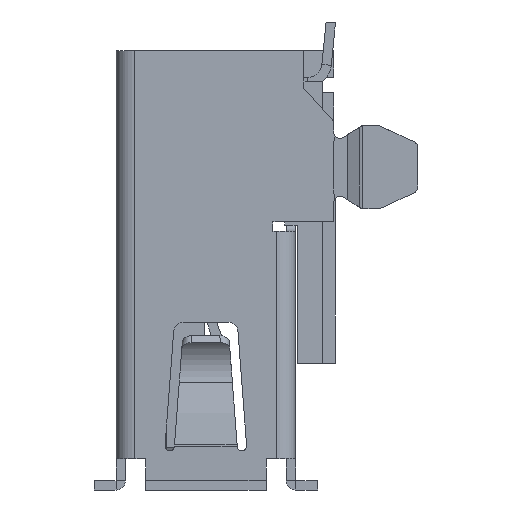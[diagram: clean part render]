
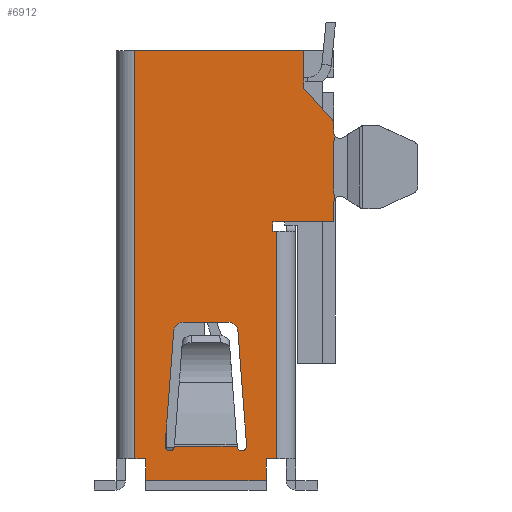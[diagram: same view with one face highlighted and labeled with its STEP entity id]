
A CAD part, left-side view. The second image highlights one B-rep face of the part: STEP entity #6912.
In plain terms, the highlighted planar face has unit normal (-1, 0, 0).
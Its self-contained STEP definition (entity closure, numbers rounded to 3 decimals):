
#35=DIRECTION('',(0.,1.,0.));
#36=VECTOR('',#35,5.388);
#37=CARTESIAN_POINT('',(-6.55,-5.688,0.));
#38=LINE('4787',#37,#36);
#327=DIRECTION('',(0.,0.,-1.));
#328=VECTOR('',#327,1.196);
#329=CARTESIAN_POINT('',(-6.55,-5.688,0.));
#330=LINE('4784',#329,#328);
#331=DIRECTION('',(0.,-0.67,-0.743));
#332=VECTOR('',#331,1.419);
#333=CARTESIAN_POINT('',(-6.55,-5.688,-1.196));
#334=LINE('4785',#333,#332);
#335=DIRECTION('',(0.,0.,-1.));
#336=VECTOR('',#335,0.349);
#337=CARTESIAN_POINT('',(-6.55,-6.638,-2.25));
#338=LINE('4789',#337,#336);
#339=DIRECTION('',(0.,-0.072,0.997));
#340=VECTOR('',#339,0.279);
#341=CARTESIAN_POINT('',(-6.55,-6.638,-2.965));
#342=LINE('4644',#341,#340);
#343=CARTESIAN_POINT('',(-6.55,-6.838,-4.841));
#344=DIRECTION('',(1.,0.,0.));
#345=DIRECTION('',(0.,1.,0.));
#346=AXIS2_PLACEMENT_3D('',#343,#344,#345);
#348=DIRECTION('',(0.,0.,-1.));
#349=VECTOR('',#348,0.619);
#350=CARTESIAN_POINT('',(-6.55,-6.638,-4.841));
#351=LINE('4631',#350,#349);
#352=DIRECTION('',(0.,-1.,0.));
#353=VECTOR('',#352,1.938);
#354=CARTESIAN_POINT('',(-6.55,-4.7,-5.46));
#355=LINE('4584',#354,#353);
#356=DIRECTION('',(0.,0.,-1.));
#357=VECTOR('',#356,0.3);
#358=CARTESIAN_POINT('',(-6.55,-4.7,-5.46));
#359=LINE('4579',#358,#357);
#360=DIRECTION('',(0.,1.,0.));
#361=VECTOR('',#360,0.12);
#362=CARTESIAN_POINT('',(-6.55,-4.82,-5.76));
#363=LINE('4273',#362,#361);
#364=DIRECTION('',(0.,-1.,0.));
#365=VECTOR('',#364,0.34);
#366=CARTESIAN_POINT('',(-6.55,-4.48,-13.));
#367=LINE('4169',#366,#365);
#368=DIRECTION('',(0.,0.,1.));
#369=VECTOR('',#368,0.7);
#370=CARTESIAN_POINT('',(-6.55,-4.48,-13.7));
#371=LINE('4219',#370,#369);
#372=DIRECTION('',(0.,0.,1.));
#373=VECTOR('',#372,0.7);
#374=CARTESIAN_POINT('',(-6.55,-0.64,-13.7));
#375=LINE('4218',#374,#373);
#376=DIRECTION('',(0.,-1.,0.));
#377=VECTOR('',#376,0.34);
#378=CARTESIAN_POINT('',(-6.55,-0.3,-13.));
#379=LINE('4168',#378,#377);
#380=DIRECTION('',(0.,0.,1.));
#381=VECTOR('',#380,13.);
#382=CARTESIAN_POINT('',(-6.55,-0.3,-13.));
#383=LINE('4179',#382,#381);
#384=DIRECTION('',(0.,0.076,0.997));
#385=VECTOR('',#384,3.683);
#386=CARTESIAN_POINT('',(-6.55,-3.86,-12.6));
#387=LINE('4525',#386,#385);
#388=DIRECTION('',(0.,1.,0.));
#389=VECTOR('',#388,1.444);
#390=CARTESIAN_POINT('',(-6.55,-3.282,-8.65));
#391=LINE('4523',#390,#389);
#392=DIRECTION('',(0.,0.076,-0.997));
#393=VECTOR('',#392,3.683);
#394=CARTESIAN_POINT('',(-6.55,-1.539,-8.927));
#395=LINE('4524',#394,#393);
#396=CARTESIAN_POINT('',(-6.55,-1.41,-12.6));
#397=DIRECTION('',(-1.,0.,0.));
#398=DIRECTION('',(0.,1.,0.));
#399=AXIS2_PLACEMENT_3D('',#396,#397,#398);
#401=CARTESIAN_POINT('',(-6.55,-3.71,-12.6));
#402=DIRECTION('',(-1.,0.,0.));
#403=DIRECTION('',(0.,1.,0.));
#404=AXIS2_PLACEMENT_3D('',#401,#402,#403);
#534=DIRECTION('',(0.,-1.,0.));
#535=VECTOR('',#534,3.84);
#536=CARTESIAN_POINT('',(-6.55,-0.64,-13.7));
#537=LINE('4791',#536,#535);
#581=DIRECTION('',(0.,0.,1.));
#582=VECTOR('',#581,7.24);
#583=CARTESIAN_POINT('',(-6.55,-4.82,-13.));
#584=LINE('4281',#583,#582);
#3483=DIRECTION('',(0.,0.,1.));
#3484=VECTOR('',#3483,1.51);
#3485=CARTESIAN_POINT('',(-6.55,-6.638,-4.475));
#3486=LINE('4641',#3485,#3484);
#3500=DIRECTION('',(0.,-0.072,-0.997));
#3501=VECTOR('',#3500,0.279);
#3502=CARTESIAN_POINT('',(-6.55,-6.638,-4.475));
#3503=LINE('4646',#3502,#3501);
#3504=CARTESIAN_POINT('',(-6.55,-6.838,-2.599));
#3505=DIRECTION('',(1.,0.,0.));
#3506=DIRECTION('',(0.,0.9,-0.436));
#3507=AXIS2_PLACEMENT_3D('',#3504,#3505,#3506);
#3751=CARTESIAN_POINT('',(-6.55,-1.838,-8.95));
#3752=DIRECTION('',(1.,0.,0.));
#3753=DIRECTION('',(0.,0.997,0.076));
#3754=AXIS2_PLACEMENT_3D('',#3751,#3752,#3753);
#3911=CARTESIAN_POINT('',(-6.55,-3.282,-8.95));
#3912=DIRECTION('',(1.,0.,0.));
#3913=DIRECTION('',(0.,0.,1.));
#3914=AXIS2_PLACEMENT_3D('',#3911,#3912,#3913);
#3921=DIRECTION('',(0.,1.,0.));
#3922=VECTOR('',#3921,2.);
#3923=CARTESIAN_POINT('',(-6.55,-3.56,-12.6));
#3924=LINE('4691',#3923,#3922);
#5279=CARTESIAN_POINT('',(-6.55,-0.3,0.));
#5280=VERTEX_POINT('',#5279);
#5323=CARTESIAN_POINT('',(-6.55,-0.3,-13.));
#5324=VERTEX_POINT('',#5323);
#5325=CARTESIAN_POINT('',(-6.55,-0.64,-13.));
#5326=VERTEX_POINT('',#5325);
#5327=CARTESIAN_POINT('',(-6.55,-4.48,-13.));
#5328=CARTESIAN_POINT('',(-6.55,-4.82,-13.));
#5329=VERTEX_POINT('',#5327);
#5330=VERTEX_POINT('',#5328);
#5379=CARTESIAN_POINT('',(-6.55,-0.64,-13.7));
#5380=VERTEX_POINT('',#5379);
#5381=CARTESIAN_POINT('',(-6.55,-4.48,-13.7));
#5382=VERTEX_POINT('',#5381);
#5439=CARTESIAN_POINT('',(-6.55,-4.82,-5.76));
#5440=CARTESIAN_POINT('',(-6.55,-4.7,-5.76));
#5441=VERTEX_POINT('',#5439);
#5442=VERTEX_POINT('',#5440);
#5456=CARTESIAN_POINT('',(-6.55,-1.26,-12.6));
#5458=VERTEX_POINT('',#5456);
#5464=CARTESIAN_POINT('',(-6.55,-3.86,-12.6));
#5466=VERTEX_POINT('',#5464);
#5476=CARTESIAN_POINT('',(-6.55,-1.56,-12.6));
#5478=VERTEX_POINT('',#5476);
#5480=CARTESIAN_POINT('',(-6.55,-3.56,-12.6));
#5482=VERTEX_POINT('',#5480);
#5768=CARTESIAN_POINT('',(-6.55,-1.539,-8.927));
#5770=VERTEX_POINT('',#5768);
#5772=CARTESIAN_POINT('',(-6.55,-1.838,-8.65));
#5774=VERTEX_POINT('',#5772);
#5776=CARTESIAN_POINT('',(-6.55,-3.282,-8.65));
#5778=VERTEX_POINT('',#5776);
#5780=CARTESIAN_POINT('',(-6.55,-3.581,-8.927));
#5782=VERTEX_POINT('',#5780);
#5801=CARTESIAN_POINT('',(-6.55,-4.7,-5.46));
#5803=VERTEX_POINT('',#5801);
#5810=CARTESIAN_POINT('',(-6.55,-6.638,-5.46));
#5811=VERTEX_POINT('',#5810);
#5843=CARTESIAN_POINT('',(-6.55,-6.658,-2.687));
#5845=VERTEX_POINT('',#5843);
#5846=CARTESIAN_POINT('',(-6.55,-6.638,-2.599));
#5847=VERTEX_POINT('',#5846);
#5902=CARTESIAN_POINT('',(-6.55,-6.638,-4.841));
#5904=VERTEX_POINT('',#5902);
#5922=CARTESIAN_POINT('',(-6.55,-6.638,-4.475));
#5923=CARTESIAN_POINT('',(-6.55,-6.638,-2.965));
#5924=VERTEX_POINT('',#5922);
#5925=VERTEX_POINT('',#5923);
#5934=CARTESIAN_POINT('',(-6.55,-6.658,-4.753));
#5935=VERTEX_POINT('',#5934);
#6048=CARTESIAN_POINT('',(-6.55,-5.688,0.));
#6049=CARTESIAN_POINT('',(-6.55,-5.688,-1.196));
#6050=VERTEX_POINT('',#6048);
#6051=VERTEX_POINT('',#6049);
#6052=CARTESIAN_POINT('',(-6.55,-6.638,-2.25));
#6053=VERTEX_POINT('',#6052);
#6850=CARTESIAN_POINT('',(-6.55,-0.3,-14.));
#6851=DIRECTION('',(1.,0.,0.));
#6852=DIRECTION('',(0.,-1.,0.));
#6853=AXIS2_PLACEMENT_3D('',#6850,#6851,#6852);
#6854=PLANE('3637',#6853);
#6856=ORIENTED_EDGE('4784',*,*,#6855,.T.);
#6858=ORIENTED_EDGE('4785',*,*,#6857,.T.);
#6860=ORIENTED_EDGE('4789',*,*,#6859,.T.);
#6862=ORIENTED_EDGE('4597',*,*,#6861,.F.);
#6864=ORIENTED_EDGE('4644',*,*,#6863,.F.);
#6866=ORIENTED_EDGE('4641',*,*,#6865,.F.);
#6868=ORIENTED_EDGE('4646',*,*,#6867,.T.);
#6870=ORIENTED_EDGE('4650',*,*,#6869,.F.);
#6872=ORIENTED_EDGE('4631',*,*,#6871,.T.);
#6874=ORIENTED_EDGE('4584',*,*,#6873,.F.);
#6876=ORIENTED_EDGE('4579',*,*,#6875,.T.);
#6878=ORIENTED_EDGE('4273',*,*,#6877,.F.);
#6880=ORIENTED_EDGE('4281',*,*,#6879,.F.);
#6882=ORIENTED_EDGE('4169',*,*,#6881,.F.);
#6884=ORIENTED_EDGE('4219',*,*,#6883,.F.);
#6886=ORIENTED_EDGE('4791',*,*,#6885,.F.);
#6888=ORIENTED_EDGE('4218',*,*,#6887,.T.);
#6889=ORIENTED_EDGE('4168',*,*,#6650,.F.);
#6890=ORIENTED_EDGE('4179',*,*,#6845,.T.);
#6891=ORIENTED_EDGE('4787',*,*,#6473,.F.);
#6892=EDGE_LOOP('3637',(#6856,#6858,#6860,#6862,#6864,#6866,#6868,#6870,#6872,
#6874,#6876,#6878,#6880,#6882,#6884,#6886,#6888,#6889,#6890,#6891));
#6893=FACE_OUTER_BOUND('3637',#6892,.F.);
#6895=ORIENTED_EDGE('4525',*,*,#6894,.T.);
#6897=ORIENTED_EDGE('4557',*,*,#6896,.F.);
#6899=ORIENTED_EDGE('4523',*,*,#6898,.T.);
#6901=ORIENTED_EDGE('4559',*,*,#6900,.F.);
#6903=ORIENTED_EDGE('4524',*,*,#6902,.T.);
#6905=ORIENTED_EDGE('4301',*,*,#6904,.T.);
#6907=ORIENTED_EDGE('4691',*,*,#6906,.F.);
#6909=ORIENTED_EDGE('4302',*,*,#6908,.T.);
#6910=EDGE_LOOP('3637',(#6895,#6897,#6899,#6901,#6903,#6905,#6907,#6909));
#6911=FACE_BOUND('3637',#6910,.F.);
#6912=ADVANCED_FACE('3637',(#6893,#6911),#6854,.F.);
#347=CIRCLE('4650',#346,0.2);
#400=CIRCLE('4301',#399,0.15);
#405=CIRCLE('4302',#404,0.15);
#3508=CIRCLE('4597',#3507,0.2);
#3755=CIRCLE('4559',#3754,0.3);
#3915=CIRCLE('4557',#3914,0.3);
#6473=EDGE_CURVE('4787',#6050,#5280,#38,.T.);
#6650=EDGE_CURVE('4168',#5324,#5326,#379,.T.);
#6845=EDGE_CURVE('4179',#5324,#5280,#383,.T.);
#6855=EDGE_CURVE('4784',#6050,#6051,#330,.T.);
#6857=EDGE_CURVE('4785',#6051,#6053,#334,.T.);
#6859=EDGE_CURVE('4789',#6053,#5847,#338,.T.);
#6861=EDGE_CURVE('4597',#5845,#5847,#3508,.T.);
#6863=EDGE_CURVE('4644',#5925,#5845,#342,.T.);
#6865=EDGE_CURVE('4641',#5924,#5925,#3486,.T.);
#6867=EDGE_CURVE('4646',#5924,#5935,#3503,.T.);
#6869=EDGE_CURVE('4650',#5904,#5935,#347,.T.);
#6871=EDGE_CURVE('4631',#5904,#5811,#351,.T.);
#6873=EDGE_CURVE('4584',#5803,#5811,#355,.T.);
#6875=EDGE_CURVE('4579',#5803,#5442,#359,.T.);
#6877=EDGE_CURVE('4273',#5441,#5442,#363,.T.);
#6879=EDGE_CURVE('4281',#5330,#5441,#584,.T.);
#6881=EDGE_CURVE('4169',#5329,#5330,#367,.T.);
#6883=EDGE_CURVE('4219',#5382,#5329,#371,.T.);
#6885=EDGE_CURVE('4791',#5380,#5382,#537,.T.);
#6887=EDGE_CURVE('4218',#5380,#5326,#375,.T.);
#6894=EDGE_CURVE('4525',#5466,#5782,#387,.T.);
#6896=EDGE_CURVE('4557',#5778,#5782,#3915,.T.);
#6898=EDGE_CURVE('4523',#5778,#5774,#391,.T.);
#6900=EDGE_CURVE('4559',#5770,#5774,#3755,.T.);
#6902=EDGE_CURVE('4524',#5770,#5458,#395,.T.);
#6904=EDGE_CURVE('4301',#5458,#5478,#400,.T.);
#6906=EDGE_CURVE('4691',#5482,#5478,#3924,.T.);
#6908=EDGE_CURVE('4302',#5482,#5466,#405,.T.);
